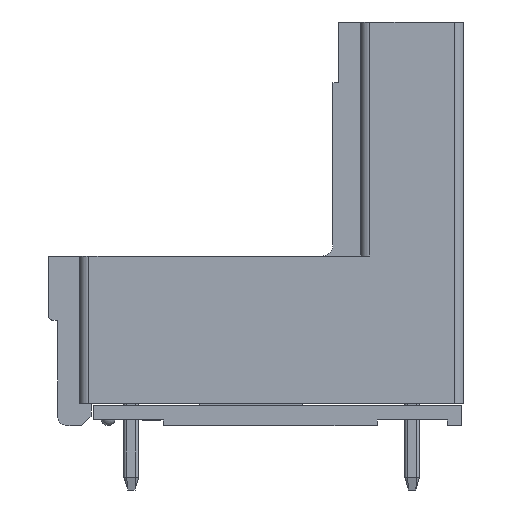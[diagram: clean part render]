
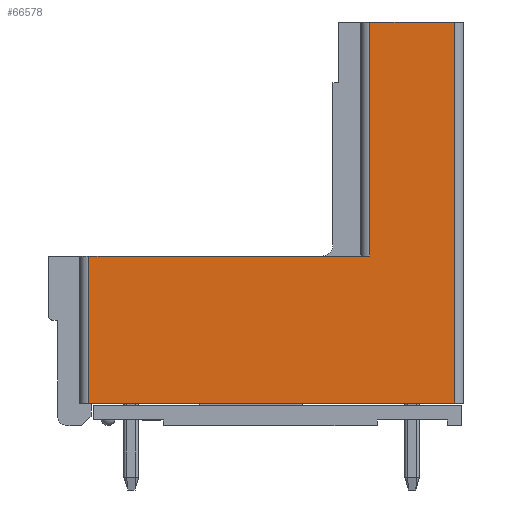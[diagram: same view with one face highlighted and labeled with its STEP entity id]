
A CAD part, left-side view. The second image highlights one B-rep face of the part: STEP entity #66578.
In plain terms, the highlighted planar face has unit normal (-1, 0, 0).
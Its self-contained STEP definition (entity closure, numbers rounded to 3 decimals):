
#62725=CARTESIAN_POINT('',(-23.944,-2.106,0.));
#62726=VERTEX_POINT('',#62725);
#62734=CARTESIAN_POINT('',(-23.944,16.061,0.));
#62735=VERTEX_POINT('',#62734);
#62736=CARTESIAN_POINT('',(-23.944,-2.106,0.));
#62737=DIRECTION('',(0.,1.,0.));
#62738=VECTOR('',#62737,18.166);
#62739=LINE('',#62736,#62738);
#62740=EDGE_CURVE('',#62726,#62735,#62739,.T.);
#63837=CARTESIAN_POINT('',(-23.944,-2.106,18.954));
#63838=VERTEX_POINT('',#63837);
#63839=CARTESIAN_POINT('',(-23.944,-2.106,18.954));
#63840=DIRECTION('',(0.,0.,-1.));
#63841=VECTOR('',#63840,18.954);
#63842=LINE('',#63839,#63841);
#63843=EDGE_CURVE('',#63838,#62726,#63842,.T.);
#66491=CARTESIAN_POINT('',(-23.944,2.106,7.325));
#66492=VERTEX_POINT('',#66491);
#66500=CARTESIAN_POINT('',(-23.944,2.106,18.954));
#66501=VERTEX_POINT('',#66500);
#66502=CARTESIAN_POINT('',(-23.944,2.106,7.325));
#66503=DIRECTION('',(0.,0.,1.));
#66504=VECTOR('',#66503,11.629);
#66505=LINE('',#66502,#66504);
#66506=EDGE_CURVE('',#66492,#66501,#66505,.T.);
#66548=CARTESIAN_POINT('',(-23.944,0.,0.));
#66549=DIRECTION('',(0.,0.,-1.));
#66550=DIRECTION('',(-1.,-0.,-0.));
#66551=AXIS2_PLACEMENT_3D('',#66548,#66550,#66549);
#66552=PLANE('',#66551);
#66553=CARTESIAN_POINT('',(-23.944,16.061,7.325));
#66554=VERTEX_POINT('',#66553);
#66555=CARTESIAN_POINT('',(-23.944,2.106,7.325));
#66556=DIRECTION('',(0.,1.,0.));
#66557=VECTOR('',#66556,13.955);
#66558=LINE('',#66555,#66557);
#66559=EDGE_CURVE('',#66492,#66554,#66558,.T.);
#66560=ORIENTED_EDGE('',*,*,#66559,.T.);
#66561=CARTESIAN_POINT('',(-23.944,16.061,7.325));
#66562=DIRECTION('',(0.,0.,-1.));
#66563=VECTOR('',#66562,7.325);
#66564=LINE('',#66561,#66563);
#66565=EDGE_CURVE('',#66554,#62735,#66564,.T.);
#66566=ORIENTED_EDGE('',*,*,#66565,.T.);
#66567=ORIENTED_EDGE('',*,*,#62740,.F.);
#66568=ORIENTED_EDGE('',*,*,#63843,.F.);
#66569=CARTESIAN_POINT('',(-23.944,-2.106,18.954));
#66570=DIRECTION('',(0.,1.,0.));
#66571=VECTOR('',#66570,4.212);
#66572=LINE('',#66569,#66571);
#66573=EDGE_CURVE('',#63838,#66501,#66572,.T.);
#66574=ORIENTED_EDGE('',*,*,#66573,.T.);
#66575=ORIENTED_EDGE('',*,*,#66506,.F.);
#66576=EDGE_LOOP('',(#66560,#66566,#66567,#66568,#66574,#66575));
#66577=FACE_OUTER_BOUND('',#66576,.T.);
#66578=ADVANCED_FACE('',(#66577),#66552,.T.);
